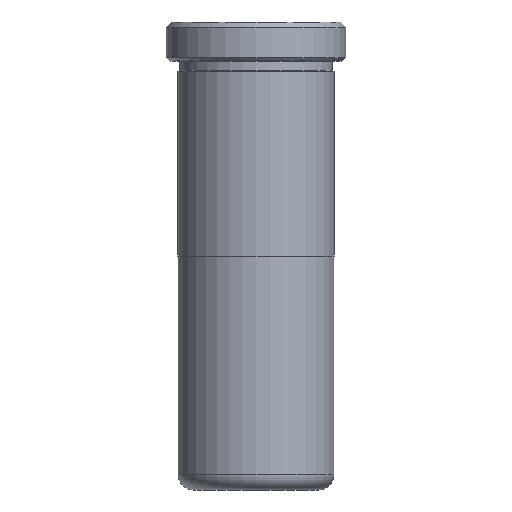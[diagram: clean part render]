
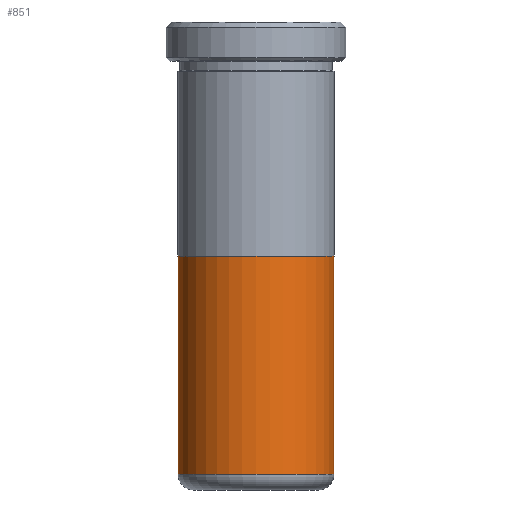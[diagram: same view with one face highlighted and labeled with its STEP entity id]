
A CAD part, front view. The second image highlights one B-rep face of the part: STEP entity #851.
In plain terms, the highlighted cylindrical face has radius 9.995 mm (diameter 19.99 mm), a partial arc.
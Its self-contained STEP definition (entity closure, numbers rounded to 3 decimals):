
#4 = CARTESIAN_POINT ( 'NONE',  ( -9.995, 0., 2. ) ) ;
#5 = CIRCLE ( 'NONE', #1313, 9.995 ) ;
#14 = CARTESIAN_POINT ( 'NONE',  ( -9.995, 0., 30. ) ) ;
#98 = CYLINDRICAL_SURFACE ( 'NONE', #1194, 9.995 ) ;
#140 = CARTESIAN_POINT ( 'NONE',  ( 0., 0., 55. ) ) ;
#153 = VECTOR ( 'NONE', #368, 1000. ) ;
#165 = DIRECTION ( 'NONE',  ( 0., 0., 1. ) ) ;
#184 = CARTESIAN_POINT ( 'NONE',  ( 0., 0., 2. ) ) ;
#188 = DIRECTION ( 'NONE',  ( 0., 0., -1. ) ) ;
#239 = CIRCLE ( 'NONE', #699, 9.995 ) ;
#241 = CARTESIAN_POINT ( 'NONE',  ( 9.995, 0., 55. ) ) ;
#306 = DIRECTION ( 'NONE',  ( 1., 0., 0. ) ) ;
#320 = CARTESIAN_POINT ( 'NONE',  ( 9.995, 0., 2. ) ) ;
#368 = DIRECTION ( 'NONE',  ( 0., 0., -1. ) ) ;
#445 = LINE ( 'NONE', #241, #153 ) ;
#464 = EDGE_CURVE ( 'NONE', #846, #827, #5, .T. ) ;
#524 = EDGE_CURVE ( 'NONE', #1410, #1085, #239, .T. ) ;
#528 = EDGE_LOOP ( 'NONE', ( #577, #1199, #1046, #1175 ) ) ;
#548 = EDGE_CURVE ( 'NONE', #846, #1410, #1110, .T. ) ;
#577 = ORIENTED_EDGE ( 'NONE', *, *, #1321, .F. ) ;
#699 = AXIS2_PLACEMENT_3D ( 'NONE', #184, #1012, #306 ) ;
#791 = CARTESIAN_POINT ( 'NONE',  ( -9.995, 0., 55. ) ) ;
#807 = VECTOR ( 'NONE', #188, 1000. ) ;
#827 = VERTEX_POINT ( 'NONE', #969 ) ;
#846 = VERTEX_POINT ( 'NONE', #14 ) ;
#851 = ADVANCED_FACE ( 'NONE', ( #1050 ), #98, .T. ) ;
#867 = DIRECTION ( 'NONE',  ( -1., 0., 0. ) ) ;
#891 = CARTESIAN_POINT ( 'NONE',  ( 0., 0., 30. ) ) ;
#969 = CARTESIAN_POINT ( 'NONE',  ( 9.995, 0., 30. ) ) ;
#998 = DIRECTION ( 'NONE',  ( 1., 0., 0. ) ) ;
#1012 = DIRECTION ( 'NONE',  ( 0., 0., 1. ) ) ;
#1046 = ORIENTED_EDGE ( 'NONE', *, *, #548, .T. ) ;
#1050 = FACE_OUTER_BOUND ( 'NONE', #528, .T. ) ;
#1085 = VERTEX_POINT ( 'NONE', #320 ) ;
#1110 = LINE ( 'NONE', #791, #807 ) ;
#1175 = ORIENTED_EDGE ( 'NONE', *, *, #524, .T. ) ;
#1194 = AXIS2_PLACEMENT_3D ( 'NONE', #140, #1411, #867 ) ;
#1199 = ORIENTED_EDGE ( 'NONE', *, *, #464, .F. ) ;
#1313 = AXIS2_PLACEMENT_3D ( 'NONE', #891, #165, #998 ) ;
#1321 = EDGE_CURVE ( 'NONE', #827, #1085, #445, .T. ) ;
#1410 = VERTEX_POINT ( 'NONE', #4 ) ;
#1411 = DIRECTION ( 'NONE',  ( 0., 0., -1. ) ) ;
